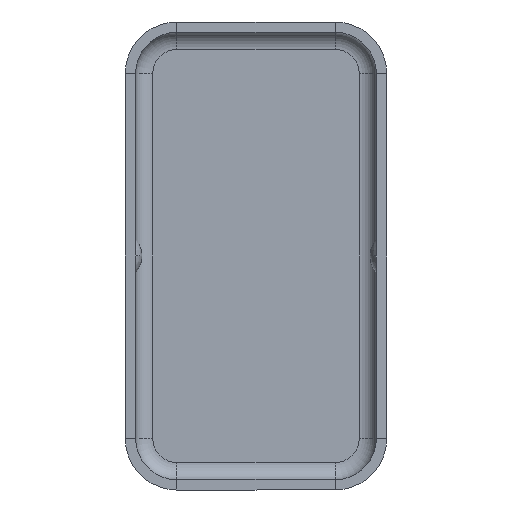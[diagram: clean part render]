
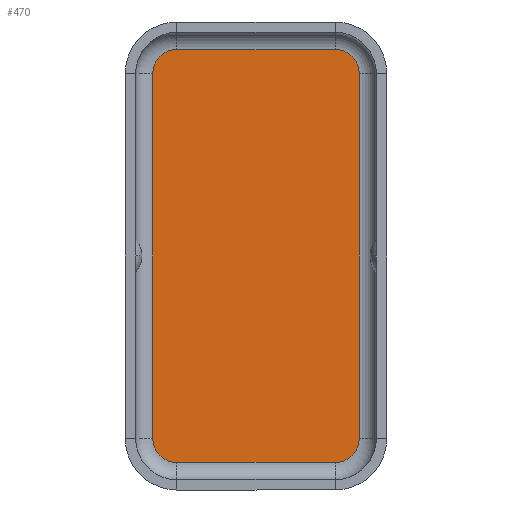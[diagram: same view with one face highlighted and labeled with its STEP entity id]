
A CAD part, front view. The second image highlights one B-rep face of the part: STEP entity #470.
In plain terms, the highlighted planar face has unit normal (0, -1, 0).
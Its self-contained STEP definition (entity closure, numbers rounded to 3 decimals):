
#25 = CIRCLE ( 'NONE', #140, 0.7 ) ;
#41 = AXIS2_PLACEMENT_3D ( 'NONE', #80, #1179, #1372 ) ;
#44 = DIRECTION ( 'NONE',  ( 0., 1., 0. ) ) ;
#48 = VECTOR ( 'NONE', #957, 1000. ) ;
#77 = VERTEX_POINT ( 'NONE', #375 ) ;
#80 = CARTESIAN_POINT ( 'NONE',  ( 2.3, -0.3, 5.3 ) ) ;
#116 = LINE ( 'NONE', #855, #1241 ) ;
#118 = VERTEX_POINT ( 'NONE', #1063 ) ;
#119 = CARTESIAN_POINT ( 'NONE',  ( -2.3, -0.3, 6. ) ) ;
#124 = LINE ( 'NONE', #1389, #1357 ) ;
#140 = AXIS2_PLACEMENT_3D ( 'NONE', #159, #44, #485 ) ;
#159 = CARTESIAN_POINT ( 'NONE',  ( -2.3, -0.3, -5.3 ) ) ;
#167 = DIRECTION ( 'NONE',  ( 0., -1., 0. ) ) ;
#170 = EDGE_CURVE ( 'NONE', #1105, #883, #1106, .T. ) ;
#186 = ORIENTED_EDGE ( 'NONE', *, *, #1119, .F. ) ;
#252 = AXIS2_PLACEMENT_3D ( 'NONE', #962, #445, #1400 ) ;
#254 = FACE_OUTER_BOUND ( 'NONE', #1212, .T. ) ;
#271 = AXIS2_PLACEMENT_3D ( 'NONE', #1126, #167, #1338 ) ;
#279 = ORIENTED_EDGE ( 'NONE', *, *, #371, .F. ) ;
#282 = VERTEX_POINT ( 'NONE', #548 ) ;
#356 = VECTOR ( 'NONE', #395, 1000. ) ;
#371 = EDGE_CURVE ( 'NONE', #429, #118, #25, .T. ) ;
#374 = DIRECTION ( 'NONE',  ( 0., 1., 0. ) ) ;
#375 = CARTESIAN_POINT ( 'NONE',  ( -3., -0.3, 5.3 ) ) ;
#395 = DIRECTION ( 'NONE',  ( -1., 0., 0. ) ) ;
#401 = CARTESIAN_POINT ( 'NONE',  ( 2.3, -0.3, -6. ) ) ;
#417 = EDGE_CURVE ( 'NONE', #444, #282, #1249, .T. ) ;
#429 = VERTEX_POINT ( 'NONE', #1223 ) ;
#444 = VERTEX_POINT ( 'NONE', #699 ) ;
#445 = DIRECTION ( 'NONE',  ( 0., 1., 0. ) ) ;
#470 = ADVANCED_FACE ( 'NONE', ( #254 ), #481, .T. ) ;
#481 = PLANE ( 'NONE',  #271 ) ;
#484 = CARTESIAN_POINT ( 'NONE',  ( 3., -0.3, 5.3 ) ) ;
#485 = DIRECTION ( 'NONE',  ( 0., 0., -1. ) ) ;
#491 = LINE ( 'NONE', #401, #356 ) ;
#519 = ORIENTED_EDGE ( 'NONE', *, *, #619, .F. ) ;
#548 = CARTESIAN_POINT ( 'NONE',  ( 2.3, -0.3, -6. ) ) ;
#612 = ORIENTED_EDGE ( 'NONE', *, *, #170, .F. ) ;
#619 = EDGE_CURVE ( 'NONE', #1218, #1105, #1276, .T. ) ;
#699 = CARTESIAN_POINT ( 'NONE',  ( 3., -0.3, -5.3 ) ) ;
#717 = EDGE_CURVE ( 'NONE', #77, #1218, #818, .T. ) ;
#818 = CIRCLE ( 'NONE', #252, 0.7 ) ;
#855 = CARTESIAN_POINT ( 'NONE',  ( 3., -0.3, 5.3 ) ) ;
#868 = DIRECTION ( 'NONE',  ( 0., 0., -1. ) ) ;
#874 = ORIENTED_EDGE ( 'NONE', *, *, #992, .F. ) ;
#883 = VERTEX_POINT ( 'NONE', #484 ) ;
#885 = AXIS2_PLACEMENT_3D ( 'NONE', #1248, #374, #1230 ) ;
#892 = ORIENTED_EDGE ( 'NONE', *, *, #417, .F. ) ;
#957 = DIRECTION ( 'NONE',  ( 1., 0., 0. ) ) ;
#959 = CARTESIAN_POINT ( 'NONE',  ( 2.3, -0.3, 6. ) ) ;
#962 = CARTESIAN_POINT ( 'NONE',  ( -2.3, -0.3, 5.3 ) ) ;
#992 = EDGE_CURVE ( 'NONE', #282, #429, #491, .T. ) ;
#1063 = CARTESIAN_POINT ( 'NONE',  ( -3., -0.3, -5.3 ) ) ;
#1088 = ORIENTED_EDGE ( 'NONE', *, *, #1163, .F. ) ;
#1105 = VERTEX_POINT ( 'NONE', #959 ) ;
#1106 = CIRCLE ( 'NONE', #41, 0.7 ) ;
#1119 = EDGE_CURVE ( 'NONE', #883, #444, #116, .T. ) ;
#1126 = CARTESIAN_POINT ( 'NONE',  ( -2.3, -0.3, -5.3 ) ) ;
#1163 = EDGE_CURVE ( 'NONE', #118, #77, #124, .T. ) ;
#1179 = DIRECTION ( 'NONE',  ( 0., 1., 0. ) ) ;
#1198 = CARTESIAN_POINT ( 'NONE',  ( -2.3, -0.3, 6. ) ) ;
#1212 = EDGE_LOOP ( 'NONE', ( #612, #519, #1247, #1088, #279, #874, #892, #186 ) ) ;
#1218 = VERTEX_POINT ( 'NONE', #1198 ) ;
#1223 = CARTESIAN_POINT ( 'NONE',  ( -2.3, -0.3, -6. ) ) ;
#1230 = DIRECTION ( 'NONE',  ( 1., 0., 0. ) ) ;
#1241 = VECTOR ( 'NONE', #868, 1000. ) ;
#1247 = ORIENTED_EDGE ( 'NONE', *, *, #717, .F. ) ;
#1248 = CARTESIAN_POINT ( 'NONE',  ( 2.3, -0.3, -5.3 ) ) ;
#1249 = CIRCLE ( 'NONE', #885, 0.7 ) ;
#1276 = LINE ( 'NONE', #119, #48 ) ;
#1295 = DIRECTION ( 'NONE',  ( 0., 0., 1. ) ) ;
#1338 = DIRECTION ( 'NONE',  ( 0., 0., -1. ) ) ;
#1357 = VECTOR ( 'NONE', #1295, 1000. ) ;
#1372 = DIRECTION ( 'NONE',  ( 0., 0., 1. ) ) ;
#1389 = CARTESIAN_POINT ( 'NONE',  ( -3., -0.3, -5.3 ) ) ;
#1400 = DIRECTION ( 'NONE',  ( -1., 0., 0. ) ) ;
